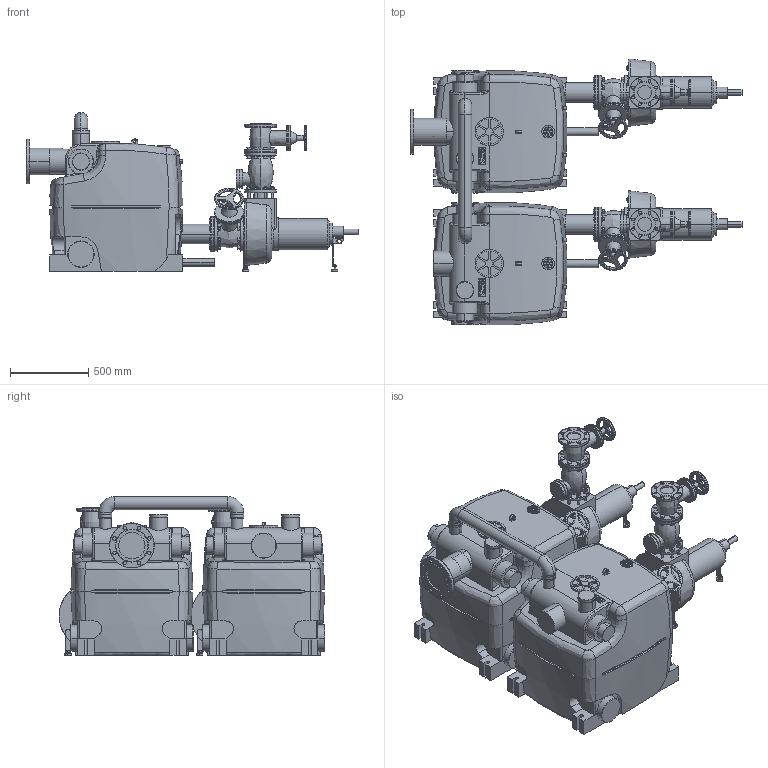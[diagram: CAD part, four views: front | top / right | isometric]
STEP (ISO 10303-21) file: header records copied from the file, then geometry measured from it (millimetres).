
FILE_DESCRIPTION((''),'2;1');
FILE_NAME('3d_DrainLift XXL - 880-2_1.7-2509005.stp','2009-02-19T10:00:12',(''),(''),'Mechanical Desktop 2008','Mechanical Desktop 2008',', , ');
FILE_SCHEMA(('CONFIG_CONTROL_DESIGN'));
Length unit declared in the file: millimetre
Products named in the file (1): 3D_DRAINLIFT XXL - 880-2_1.7-2509005
Bounding box: 2115 x 1694 x 1012.5 mm (x, y, z)
Volume: 1050150615.4 mm3; surface area: 13029065.2 mm2
Topology: 234 solids, 234 shells, 3245 faces, 7362 edges, 4796 vertices
Faces by surface type: plane 1476, cylinder 810, bspline 631, cone 202, torus 122, sphere 4
Entity records: 111999 total; most frequent: CARTESIAN_POINT 38945, DIRECTION 15218, ORIENTED_EDGE 14716, EDGE_CURVE 7358, AXIS2_PLACEMENT_3D 5661, VERTEX_POINT 4796, VECTOR 3896, LINE 3896
